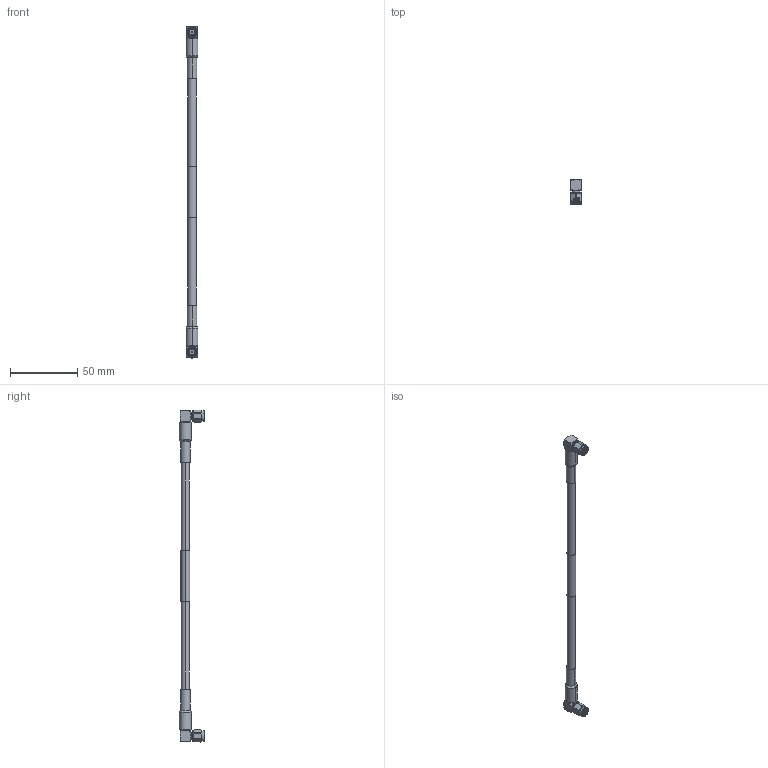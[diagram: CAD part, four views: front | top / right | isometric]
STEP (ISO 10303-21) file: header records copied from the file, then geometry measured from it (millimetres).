
FILE_DESCRIPTION (( 'STEP AP214' ), '1' );
FILE_NAME ('FMC0404240LF_3D.step', '2024-09-03T14:20:06', ( '' ), ( '' ), 'SwSTEP 2.0', 'SolidWorks 2022', '' );
FILE_SCHEMA (( 'AUTOMOTIVE_DESIGN' ));
Length unit declared in the file: inch
Products named in the file (4): FMC0404240LF_3D; Coax Cable^FMC0404240LF_LMR-240; EZ-240-SM-RA-X_3D^FMC0404240LF; Heat Shrinks^FMC0404240LF
Assembly tree (5 placements, depth 2):
  FMC0404240LF_3D
    Coax Cable^FMC0404240LF_LMR-240
    Heat Shrinks^FMC0404240LF  x2
    EZ-240-SM-RA-X_3D^FMC0404240LF  x2
Bounding box: 8.92 x 18.79 x 247.55 mm (x, y, z)
Volume: 11410.4 mm3; surface area: 9236.6 mm2
Topology: 5 solids, 5 shells, 238 faces, 542 edges, 338 vertices
Faces by surface type: cylinder 108, plane 56, cone 52, bspline 14, torus 8
Entity records: 5300 total; most frequent: CARTESIAN_POINT 2365, DIRECTION 586, ORIENTED_EDGE 556, EDGE_CURVE 278, AXIS2_PLACEMENT_3D 251, VERTEX_POINT 175, EDGE_LOOP 139, CIRCLE 126
